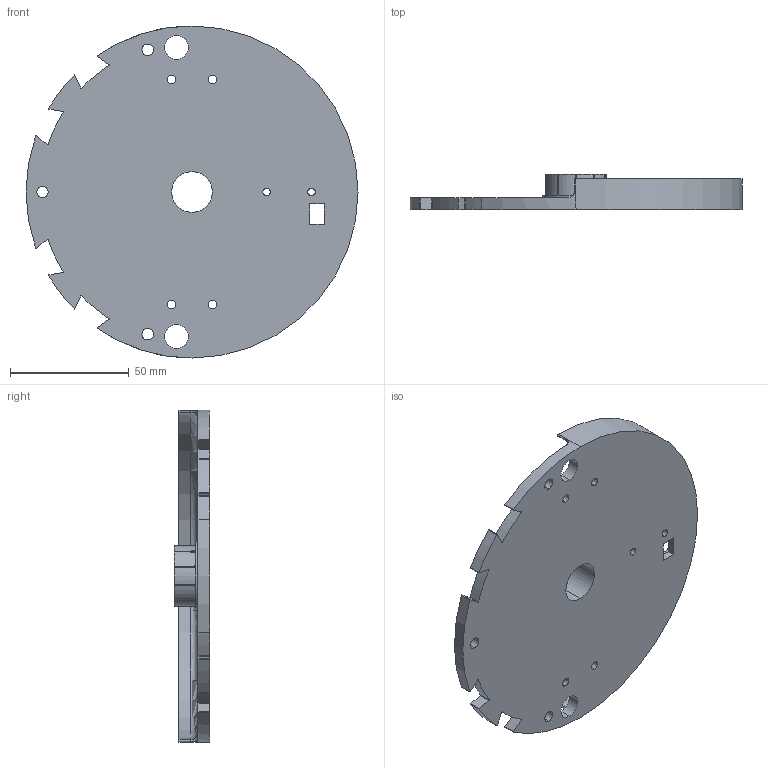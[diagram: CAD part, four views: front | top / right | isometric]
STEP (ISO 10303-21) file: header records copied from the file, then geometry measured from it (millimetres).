
FILE_DESCRIPTION (( 'STEP AP214' ), '1' );
FILE_NAME ('rotating_mount_floor_v3.STEP', '2025-02-03T22:06:07', ( '' ), ( '' ), 'SwSTEP 2.0', 'SolidWorks 2024', '' );
FILE_SCHEMA (( 'AUTOMOTIVE_DESIGN' ));
Length unit declared in the file: millimetre
Products named in the file (1): rotating_mount_floor_v3
Bounding box: 140 x 15 x 140 mm (x, y, z)
Volume: 76352.9 mm3; surface area: 37546.9 mm2
Topology: 1 solids, 1 shells, 109 faces, 311 edges, 206 vertices
Faces by surface type: cylinder 69, plane 22, cone 15, torus 3
Entity records: 3941 total; most frequent: CARTESIAN_POINT 896, DIRECTION 680, ORIENTED_EDGE 622, EDGE_CURVE 311, AXIS2_PLACEMENT_3D 284, VERTEX_POINT 206, CIRCLE 174, EDGE_LOOP 137
